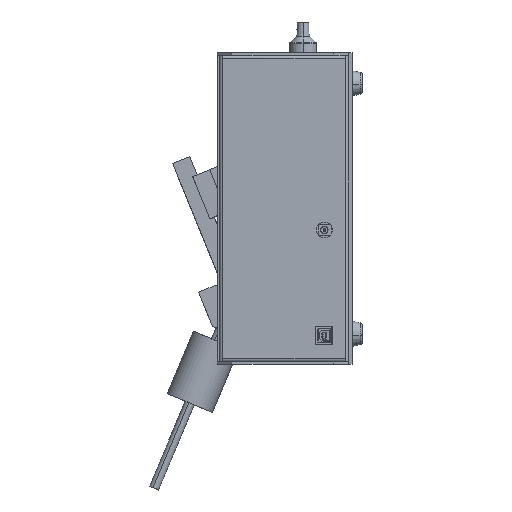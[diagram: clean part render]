
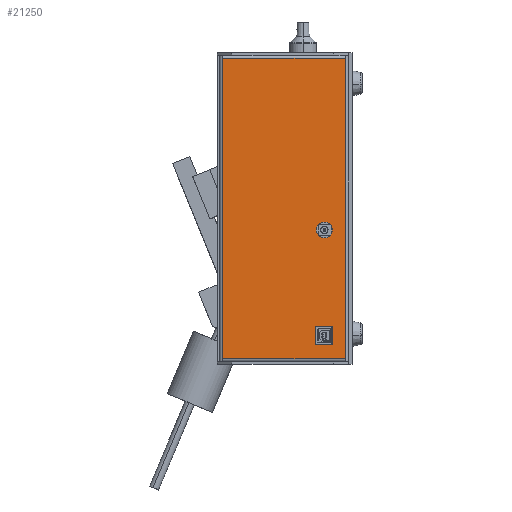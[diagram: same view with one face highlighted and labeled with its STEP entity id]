
A CAD part, left-side view. The second image highlights one B-rep face of the part: STEP entity #21250.
In plain terms, the highlighted planar face has unit normal (-1, 0, 0).
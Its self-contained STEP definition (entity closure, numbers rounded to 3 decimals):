
#684 = CARTESIAN_POINT ( 'NONE',  ( -140., 26.88, -95.934 ) ) ;
#685 = DIRECTION ( 'NONE',  ( 0., 1., 0. ) ) ;
#1011 = CARTESIAN_POINT ( 'NONE',  ( -140., 102.263, -122.263 ) ) ;
#1017 = CARTESIAN_POINT ( 'NONE',  ( -140., 2.737, -122.263 ) ) ;
#1052 = CARTESIAN_POINT ( 'NONE',  ( -140., 2.737, 122.263 ) ) ;
#1152 = CARTESIAN_POINT ( 'NONE',  ( -140., 26.88, -111.134 ) ) ;
#1159 = CARTESIAN_POINT ( 'NONE',  ( -140., 102.263, 122.263 ) ) ;
#1163 = CARTESIAN_POINT ( 'NONE',  ( -140., 26.1, -17.448 ) ) ;
#1164 = CARTESIAN_POINT ( 'NONE',  ( -140., 13.1, -17.448 ) ) ;
#1699 = EDGE_CURVE ( 'NONE', #10797, #12484, #10878, .T. ) ;
#1700 = EDGE_CURVE ( 'NONE', #10809, #10808, #10883, .T. ) ;
#1702 = EDGE_CURVE ( 'NONE', #10662, #10697, #10885, .T. ) ;
#1748 = EDGE_CURVE ( 'NONE', #10804, #10656, #10957, .T. ) ;
#1757 = EDGE_CURVE ( 'NONE', #10656, #10662, #10971, .T. ) ;
#1794 = LINE ( 'NONE', #16436, #1797 ) ;
#1797 = VECTOR ( 'NONE', #16438, 1000. ) ;
#1873 = LINE ( 'NONE', #16611, #1876 ) ;
#1876 = VECTOR ( 'NONE', #16613, 1000. ) ;
#1923 = LINE ( 'NONE', #16714, #1929 ) ;
#1926 = CIRCLE ( 'NONE', #9050, 6.5 ) ;
#1929 = VECTOR ( 'NONE', #16718, 1000. ) ;
#2358 = FACE_BOUND ( 'NONE', #20015, .T. ) ;
#2359 = FACE_OUTER_BOUND ( 'NONE', #20042, .T. ) ;
#2362 = FACE_BOUND ( 'NONE', #19980, .T. ) ;
#3659 = EDGE_CURVE ( 'NONE', #12259, #10797, #1794, .T. ) ;
#3784 = EDGE_CURVE ( 'NONE', #12484, #12073, #1873, .T. ) ;
#3860 = EDGE_CURVE ( 'NONE', #10697, #10804, #1923, .T. ) ;
#3863 = EDGE_CURVE ( 'NONE', #10808, #10809, #1926, .T. ) ;
#5756 = CARTESIAN_POINT ( 'NONE',  ( -140., 12.88, -95.934 ) ) ;
#5936 = CARTESIAN_POINT ( 'NONE',  ( -140., 26.88, -95.934 ) ) ;
#6096 = CARTESIAN_POINT ( 'NONE',  ( -140., 12.88, -111.134 ) ) ;
#9050 = AXIS2_PLACEMENT_3D ( 'NONE', #26794, #26795, #26796 ) ;
#9805 = EDGE_CURVE ( 'NONE', #12073, #12259, #13779, .T. ) ;
#10656 = VERTEX_POINT ( 'NONE', #1011 ) ;
#10662 = VERTEX_POINT ( 'NONE', #1017 ) ;
#10697 = VERTEX_POINT ( 'NONE', #1052 ) ;
#10797 = VERTEX_POINT ( 'NONE', #1152 ) ;
#10804 = VERTEX_POINT ( 'NONE', #1159 ) ;
#10808 = VERTEX_POINT ( 'NONE', #1163 ) ;
#10809 = VERTEX_POINT ( 'NONE', #1164 ) ;
#10878 = LINE ( 'NONE', #23221, #10884 ) ;
#10883 = CIRCLE ( 'NONE', #19774, 6.5 ) ;
#10884 = VECTOR ( 'NONE', #23120, 1000. ) ;
#10885 = LINE ( 'NONE', #23113, #10888 ) ;
#10888 = VECTOR ( 'NONE', #23115, 1000. ) ;
#10957 = LINE ( 'NONE', #28585, #10960 ) ;
#10960 = VECTOR ( 'NONE', #28584, 1000. ) ;
#10971 = LINE ( 'NONE', #28559, #10973 ) ;
#10973 = VECTOR ( 'NONE', #28569, 1000. ) ;
#11842 = ORIENTED_EDGE ( 'NONE', *, *, #1702, .T. ) ;
#11909 = ORIENTED_EDGE ( 'NONE', *, *, #1700, .F. ) ;
#11968 = ORIENTED_EDGE ( 'NONE', *, *, #9805, .F. ) ;
#11982 = ORIENTED_EDGE ( 'NONE', *, *, #3659, .F. ) ;
#11995 = ORIENTED_EDGE ( 'NONE', *, *, #1757, .T. ) ;
#12001 = ORIENTED_EDGE ( 'NONE', *, *, #3863, .F. ) ;
#12021 = ORIENTED_EDGE ( 'NONE', *, *, #1699, .F. ) ;
#12073 = VERTEX_POINT ( 'NONE', #5756 ) ;
#12259 = VERTEX_POINT ( 'NONE', #5936 ) ;
#12484 = VERTEX_POINT ( 'NONE', #6096 ) ;
#13779 = LINE ( 'NONE', #684, #13782 ) ;
#13782 = VECTOR ( 'NONE', #685, 1000. ) ;
#16436 = CARTESIAN_POINT ( 'NONE',  ( -140., 26.88, -111.134 ) ) ;
#16438 = DIRECTION ( 'NONE',  ( 0., 0., -1. ) ) ;
#16611 = CARTESIAN_POINT ( 'NONE',  ( -140., 12.88, -111.134 ) ) ;
#16613 = DIRECTION ( 'NONE',  ( 0., 0., 1. ) ) ;
#16714 = CARTESIAN_POINT ( 'NONE',  ( -140., 2.737, 122.263 ) ) ;
#16718 = DIRECTION ( 'NONE',  ( 0., 1., 0. ) ) ;
#19774 = AXIS2_PLACEMENT_3D ( 'NONE', #23119, #23118, #23116 ) ;
#19980 = EDGE_LOOP ( 'NONE', ( #12021, #11982, #11968, #28466 ) ) ;
#20015 = EDGE_LOOP ( 'NONE', ( #11909, #12001 ) ) ;
#20042 = EDGE_LOOP ( 'NONE', ( #28477, #11995, #11842, #28481 ) ) ;
#21250 = ADVANCED_FACE ( 'NONE', ( #2358, #2362, #2359 ), #25188, .T. ) ;
#23113 = CARTESIAN_POINT ( 'NONE',  ( -140., 2.737, 0. ) ) ;
#23115 = DIRECTION ( 'NONE',  ( 0., 0., 1. ) ) ;
#23116 = DIRECTION ( 'NONE',  ( 0., -1., 0. ) ) ;
#23118 = DIRECTION ( 'NONE',  ( -1., 0., 0. ) ) ;
#23119 = CARTESIAN_POINT ( 'NONE',  ( -140., 19.6, -17.448 ) ) ;
#23120 = DIRECTION ( 'NONE',  ( 0., -1., 0. ) ) ;
#23221 = CARTESIAN_POINT ( 'NONE',  ( -140., 26.88, -111.134 ) ) ;
#25188 = PLANE ( 'NONE',  #26559 ) ;
#25194 = CARTESIAN_POINT ( 'NONE',  ( -140., 0., 0. ) ) ;
#25195 = DIRECTION ( 'NONE',  ( -1., 0., 0. ) ) ;
#25196 = DIRECTION ( 'NONE',  ( 0., -1., 0. ) ) ;
#26559 = AXIS2_PLACEMENT_3D ( 'NONE', #25194, #25195, #25196 ) ;
#26794 = CARTESIAN_POINT ( 'NONE',  ( -140., 19.6, -17.448 ) ) ;
#26795 = DIRECTION ( 'NONE',  ( -1., 0., 0. ) ) ;
#26796 = DIRECTION ( 'NONE',  ( 0., -1., 0. ) ) ;
#28466 = ORIENTED_EDGE ( 'NONE', *, *, #3784, .F. ) ;
#28477 = ORIENTED_EDGE ( 'NONE', *, *, #1748, .T. ) ;
#28481 = ORIENTED_EDGE ( 'NONE', *, *, #3860, .T. ) ;
#28559 = CARTESIAN_POINT ( 'NONE',  ( -140., 102.263, -122.263 ) ) ;
#28569 = DIRECTION ( 'NONE',  ( 0., -1., 0. ) ) ;
#28584 = DIRECTION ( 'NONE',  ( 0., 0., -1. ) ) ;
#28585 = CARTESIAN_POINT ( 'NONE',  ( -140., 102.263, 125. ) ) ;
